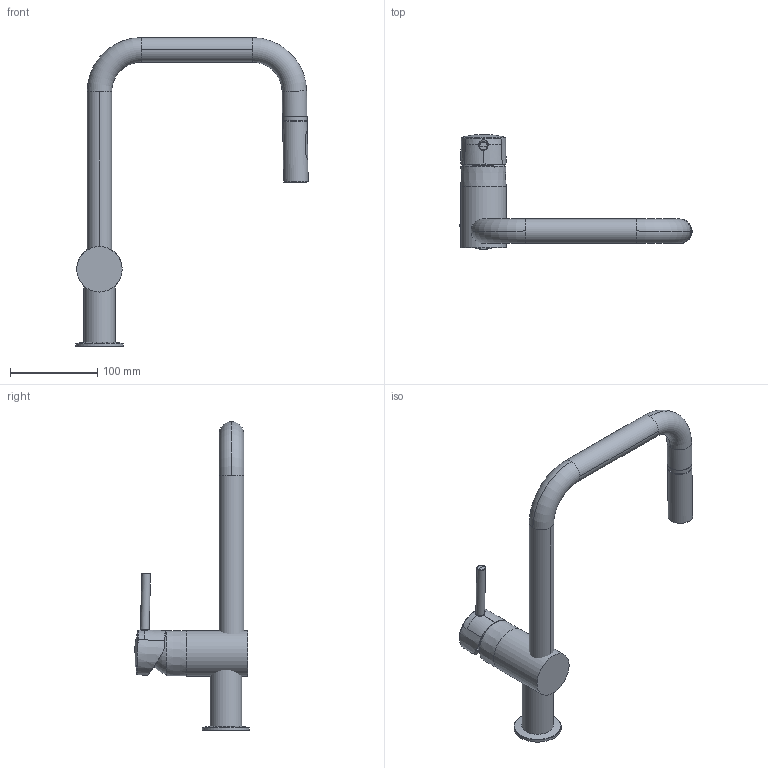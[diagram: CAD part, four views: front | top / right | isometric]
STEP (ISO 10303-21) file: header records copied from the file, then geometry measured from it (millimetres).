
FILE_DESCRIPTION(/* description */ ('Unknown'),/* implementation_level */ '2;1');
FILE_NAME(/* name */ '32322002',/* time_stamp */ '2022-09-09T07:25:52+02:00',/* author */ ('Unknown'),/* organization */ ('GROHE AG'),/* preprocessor_version */ 'ST-DEVELOPER v16.7',/* originating_system */ 'DEX',/* authorisation */ $);
FILE_SCHEMA (('AUTOMOTIVE_DESIGN {1 0 10303 214 3 1 1}'));
Length unit declared in the file: millimetre
Products named in the file (8): 32322002; 55513-10-01; 32322002_0; capA#8; 32322002_1; 32322002_2; id458
Assembly tree (7 placements, depth 2):
  32322002
    55513-10-01
    32322002
    32322002_0
    capA#8
    32322002_1
    32322002_2
    id458
Bounding box: 265.8 x 131.52 x 353.23 mm (x, y, z)
Volume: 576903.2 mm3; surface area: 114948.9 mm2
Topology: 6 solids, 10 shells, 268 faces, 650 edges, 403 vertices
Faces by surface type: bspline 74, plane 72, cylinder 58, torus 36, cone 22, sphere 6
Full cylindrical faces by diameter (mm): 10 x1, 28 x3, 31.61 x1, 34 x1, 34.2 x1, 34.4 x1, 36 x1, 48.5 x1, 52 x1, 54 x1
Entity records: 12654 total; most frequent: CARTESIAN_POINT 7020, ORIENTED_EDGE 1210, DIRECTION 897, EDGE_CURVE 608, VERTEX_POINT 394, AXIS2_PLACEMENT_3D 384, EDGE_LOOP 311, FACE_BOUND 311
